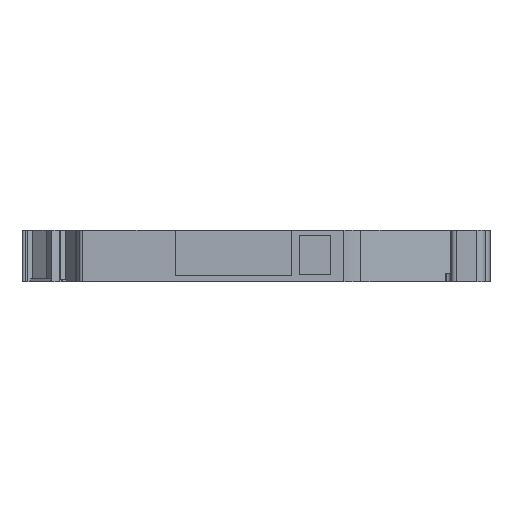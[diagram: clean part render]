
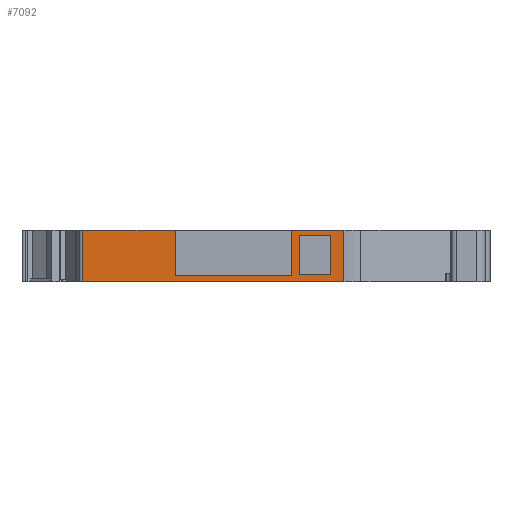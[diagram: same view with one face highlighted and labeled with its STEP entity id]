
A CAD part, left-side view. The second image highlights one B-rep face of the part: STEP entity #7092.
In plain terms, the highlighted planar face has unit normal (-1, 0, 0).
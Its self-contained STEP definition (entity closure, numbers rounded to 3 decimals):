
#91 = VERTEX_POINT ( 'NONE', #4354 ) ;
#168 = DIRECTION ( 'NONE',  ( 0., 0., -1. ) ) ;
#323 = CARTESIAN_POINT ( 'NONE',  ( -24.7, 8.002, 0. ) ) ;
#343 = VECTOR ( 'NONE', #3514, 1000. ) ;
#645 = VECTOR ( 'NONE', #3778, 1000. ) ;
#734 = DIRECTION ( 'NONE',  ( 1., 0., 0. ) ) ;
#855 = VERTEX_POINT ( 'NONE', #6863 ) ;
#891 = EDGE_LOOP ( 'NONE', ( #1958, #5061, #6335, #2127 ) ) ;
#896 = LINE ( 'NONE', #927, #2500 ) ;
#926 = VECTOR ( 'NONE', #971, 1000. ) ;
#927 = CARTESIAN_POINT ( 'NONE',  ( -24.7, 13.215, 0.8 ) ) ;
#939 = PLANE ( 'NONE',  #7363 ) ;
#971 = DIRECTION ( 'NONE',  ( 0., -1., 0. ) ) ;
#1001 = VERTEX_POINT ( 'NONE', #6251 ) ;
#1081 = CARTESIAN_POINT ( 'NONE',  ( -24.7, 13.215, 5.4 ) ) ;
#1090 = FACE_OUTER_BOUND ( 'NONE', #2685, .T. ) ;
#1360 = ORIENTED_EDGE ( 'NONE', *, *, #5983, .F. ) ;
#1386 = DIRECTION ( 'NONE',  ( 0., 0., -1. ) ) ;
#1427 = LINE ( 'NONE', #4978, #7569 ) ;
#1643 = VERTEX_POINT ( 'NONE', #3753 ) ;
#1958 = ORIENTED_EDGE ( 'NONE', *, *, #2821, .F. ) ;
#1993 = CARTESIAN_POINT ( 'NONE',  ( -24.7, 9.515, 0.8 ) ) ;
#2101 = DIRECTION ( 'NONE',  ( 0., 0., 1. ) ) ;
#2127 = ORIENTED_EDGE ( 'NONE', *, *, #7518, .F. ) ;
#2283 = ORIENTED_EDGE ( 'NONE', *, *, #2730, .F. ) ;
#2291 = CARTESIAN_POINT ( 'NONE',  ( -24.7, 13.215, 5.4 ) ) ;
#2310 = CARTESIAN_POINT ( 'NONE',  ( -24.7, 27.715, 0.8 ) ) ;
#2326 = VERTEX_POINT ( 'NONE', #323 ) ;
#2470 = EDGE_CURVE ( 'NONE', #6672, #2326, #5918, .T. ) ;
#2480 = CARTESIAN_POINT ( 'NONE',  ( -24.7, 13.215, 0.8 ) ) ;
#2500 = VECTOR ( 'NONE', #168, 1000. ) ;
#2502 = CARTESIAN_POINT ( 'NONE',  ( -24.7, 9.515, 5.4 ) ) ;
#2533 = LINE ( 'NONE', #3951, #926 ) ;
#2556 = VECTOR ( 'NONE', #6698, 1000. ) ;
#2585 = DIRECTION ( 'NONE',  ( 0., -1., 0. ) ) ;
#2606 = EDGE_CURVE ( 'NONE', #855, #6672, #6552, .T. ) ;
#2652 = EDGE_CURVE ( 'NONE', #7444, #2326, #1427, .T. ) ;
#2663 = EDGE_CURVE ( 'NONE', #91, #5438, #4616, .T. ) ;
#2685 = EDGE_LOOP ( 'NONE', ( #3826, #6974, #4131, #6073, #1360, #5733, #2283, #6315 ) ) ;
#2730 = EDGE_CURVE ( 'NONE', #1643, #91, #5641, .T. ) ;
#2755 = EDGE_CURVE ( 'NONE', #2778, #1643, #3861, .T. ) ;
#2778 = VERTEX_POINT ( 'NONE', #3480 ) ;
#2821 = EDGE_CURVE ( 'NONE', #7423, #2877, #6280, .T. ) ;
#2840 = EDGE_CURVE ( 'NONE', #1001, #7423, #3106, .T. ) ;
#2877 = VERTEX_POINT ( 'NONE', #1081 ) ;
#2968 = CARTESIAN_POINT ( 'NONE',  ( -24.7, 8.002, 6. ) ) ;
#3106 = LINE ( 'NONE', #1993, #4705 ) ;
#3162 = CARTESIAN_POINT ( 'NONE',  ( -24.7, 14.115, 6. ) ) ;
#3238 = VECTOR ( 'NONE', #2585, 1000. ) ;
#3419 = LINE ( 'NONE', #5444, #3238 ) ;
#3480 = CARTESIAN_POINT ( 'NONE',  ( -24.7, 27.715, 6. ) ) ;
#3514 = DIRECTION ( 'NONE',  ( 0., -1., 0. ) ) ;
#3676 = DIRECTION ( 'NONE',  ( 0., 1., 0. ) ) ;
#3724 = CARTESIAN_POINT ( 'NONE',  ( -24.7, 38.528, 0. ) ) ;
#3753 = CARTESIAN_POINT ( 'NONE',  ( -24.7, 27.715, 0.7 ) ) ;
#3778 = DIRECTION ( 'NONE',  ( 0., 0., -1. ) ) ;
#3826 = ORIENTED_EDGE ( 'NONE', *, *, #5914, .F. ) ;
#3861 = LINE ( 'NONE', #2310, #645 ) ;
#3951 = CARTESIAN_POINT ( 'NONE',  ( -24.7, 8.002, 6. ) ) ;
#3963 = DIRECTION ( 'NONE',  ( 0., -1., 0. ) ) ;
#4020 = CARTESIAN_POINT ( 'NONE',  ( -24.7, 27.715, 0.7 ) ) ;
#4131 = ORIENTED_EDGE ( 'NONE', *, *, #2470, .T. ) ;
#4164 = CARTESIAN_POINT ( 'NONE',  ( -24.7, 8.002, 6. ) ) ;
#4294 = FACE_BOUND ( 'NONE', #891, .T. ) ;
#4354 = CARTESIAN_POINT ( 'NONE',  ( -24.7, 14.115, 0.7 ) ) ;
#4616 = LINE ( 'NONE', #4632, #6005 ) ;
#4632 = CARTESIAN_POINT ( 'NONE',  ( -24.7, 14.115, 0.8 ) ) ;
#4636 = DIRECTION ( 'NONE',  ( 0., 0., 1. ) ) ;
#4705 = VECTOR ( 'NONE', #2101, 1000. ) ;
#4755 = DIRECTION ( 'NONE',  ( 0., 0., -1. ) ) ;
#4803 = VECTOR ( 'NONE', #1386, 1000. ) ;
#4894 = VECTOR ( 'NONE', #7112, 1000. ) ;
#4978 = CARTESIAN_POINT ( 'NONE',  ( -24.7, 8.002, 6. ) ) ;
#5061 = ORIENTED_EDGE ( 'NONE', *, *, #2840, .F. ) ;
#5438 = VERTEX_POINT ( 'NONE', #3162 ) ;
#5444 = CARTESIAN_POINT ( 'NONE',  ( -24.7, 13.215, 0.8 ) ) ;
#5545 = VERTEX_POINT ( 'NONE', #2480 ) ;
#5641 = LINE ( 'NONE', #4020, #7744 ) ;
#5654 = CARTESIAN_POINT ( 'NONE',  ( -24.7, 38.528, 6. ) ) ;
#5733 = ORIENTED_EDGE ( 'NONE', *, *, #2663, .F. ) ;
#5914 = EDGE_CURVE ( 'NONE', #855, #2778, #2533, .T. ) ;
#5918 = LINE ( 'NONE', #6833, #2556 ) ;
#5983 = EDGE_CURVE ( 'NONE', #5438, #7444, #6714, .T. ) ;
#6005 = VECTOR ( 'NONE', #4636, 1000. ) ;
#6073 = ORIENTED_EDGE ( 'NONE', *, *, #2652, .F. ) ;
#6243 = CARTESIAN_POINT ( 'NONE',  ( -24.7, 8.002, 6. ) ) ;
#6251 = CARTESIAN_POINT ( 'NONE',  ( -24.7, 9.515, 0.8 ) ) ;
#6280 = LINE ( 'NONE', #2291, #4894 ) ;
#6315 = ORIENTED_EDGE ( 'NONE', *, *, #2755, .F. ) ;
#6335 = ORIENTED_EDGE ( 'NONE', *, *, #7438, .F. ) ;
#6552 = LINE ( 'NONE', #5654, #4803 ) ;
#6672 = VERTEX_POINT ( 'NONE', #3724 ) ;
#6698 = DIRECTION ( 'NONE',  ( 0., -1., 0. ) ) ;
#6714 = LINE ( 'NONE', #2968, #343 ) ;
#6833 = CARTESIAN_POINT ( 'NONE',  ( -24.7, 8.002, 0. ) ) ;
#6863 = CARTESIAN_POINT ( 'NONE',  ( -24.7, 38.528, 6. ) ) ;
#6974 = ORIENTED_EDGE ( 'NONE', *, *, #2606, .T. ) ;
#7092 = ADVANCED_FACE ( 'NONE', ( #1090, #4294 ), #939, .F. ) ;
#7112 = DIRECTION ( 'NONE',  ( 0., 1., 0. ) ) ;
#7363 = AXIS2_PLACEMENT_3D ( 'NONE', #6243, #734, #3676 ) ;
#7423 = VERTEX_POINT ( 'NONE', #2502 ) ;
#7438 = EDGE_CURVE ( 'NONE', #5545, #1001, #3419, .T. ) ;
#7444 = VERTEX_POINT ( 'NONE', #4164 ) ;
#7518 = EDGE_CURVE ( 'NONE', #2877, #5545, #896, .T. ) ;
#7569 = VECTOR ( 'NONE', #4755, 1000. ) ;
#7744 = VECTOR ( 'NONE', #3963, 1000. ) ;
